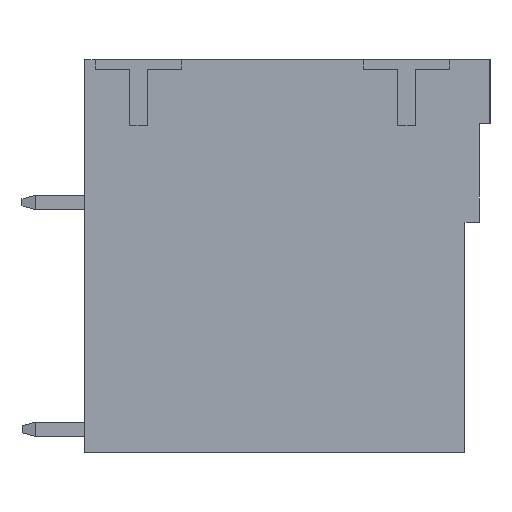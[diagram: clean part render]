
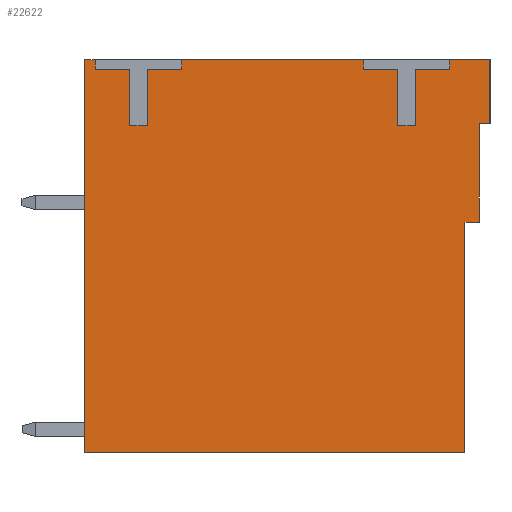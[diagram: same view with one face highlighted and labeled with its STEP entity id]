
A CAD part, left-side view. The second image highlights one B-rep face of the part: STEP entity #22622.
In plain terms, the highlighted planar face has unit normal (-1, 0, 0).
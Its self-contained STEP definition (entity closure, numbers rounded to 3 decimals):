
#5556=ORIENTED_EDGE('',*,*,#7016,.T.);
#5557=ORIENTED_EDGE('',*,*,#6730,.T.);
#5558=ORIENTED_EDGE('',*,*,#6734,.T.);
#5559=ORIENTED_EDGE('',*,*,#6752,.T.);
#5560=ORIENTED_EDGE('',*,*,#6749,.T.);
#5561=ORIENTED_EDGE('',*,*,#6746,.T.);
#5562=ORIENTED_EDGE('',*,*,#6743,.T.);
#5563=ORIENTED_EDGE('',*,*,#6740,.T.);
#5564=ORIENTED_EDGE('',*,*,#7023,.T.);
#5565=ORIENTED_EDGE('',*,*,#9319,.T.);
#5566=ORIENTED_EDGE('',*,*,#9321,.T.);
#5567=ORIENTED_EDGE('',*,*,#9323,.T.);
#5568=ORIENTED_EDGE('',*,*,#9325,.T.);
#5569=ORIENTED_EDGE('',*,*,#9327,.T.);
#5570=ORIENTED_EDGE('',*,*,#9329,.T.);
#5571=ORIENTED_EDGE('',*,*,#9330,.T.);
#5572=ORIENTED_EDGE('',*,*,#7020,.T.);
#5573=ORIENTED_EDGE('',*,*,#9332,.T.);
#5574=ORIENTED_EDGE('',*,*,#9334,.T.);
#5575=ORIENTED_EDGE('',*,*,#9336,.T.);
#5576=ORIENTED_EDGE('',*,*,#9338,.T.);
#5577=ORIENTED_EDGE('',*,*,#9340,.T.);
#5578=ORIENTED_EDGE('',*,*,#9342,.T.);
#5579=ORIENTED_EDGE('',*,*,#9343,.T.);
#6730=EDGE_CURVE('',#9923,#9922,#11992,.T.);
#6734=EDGE_CURVE('',#9922,#9925,#11996,.T.);
#6740=EDGE_CURVE('',#9931,#9930,#12002,.T.);
#6743=EDGE_CURVE('',#9933,#9931,#12005,.T.);
#6746=EDGE_CURVE('',#9935,#9933,#12008,.T.);
#6749=EDGE_CURVE('',#9937,#9935,#12011,.T.);
#6752=EDGE_CURVE('',#9925,#9937,#12014,.T.);
#7016=EDGE_CURVE('',#10193,#9923,#12270,.T.);
#7020=EDGE_CURVE('',#10197,#10196,#12274,.T.);
#7023=EDGE_CURVE('',#9930,#10198,#12277,.T.);
#9319=EDGE_CURVE('',#10198,#11594,#14421,.T.);
#9321=EDGE_CURVE('',#11594,#11595,#14423,.T.);
#9323=EDGE_CURVE('',#11595,#11596,#14425,.T.);
#9325=EDGE_CURVE('',#11596,#11597,#14427,.T.);
#9327=EDGE_CURVE('',#11597,#11598,#14429,.T.);
#9329=EDGE_CURVE('',#11598,#11599,#14431,.T.);
#9330=EDGE_CURVE('',#11599,#10197,#14432,.T.);
#9332=EDGE_CURVE('',#10196,#11600,#14434,.T.);
#9334=EDGE_CURVE('',#11600,#11601,#14436,.T.);
#9336=EDGE_CURVE('',#11601,#11602,#14438,.T.);
#9338=EDGE_CURVE('',#11602,#11603,#14440,.T.);
#9340=EDGE_CURVE('',#11603,#11604,#14442,.T.);
#9342=EDGE_CURVE('',#11604,#11605,#14444,.T.);
#9343=EDGE_CURVE('',#11605,#10193,#14445,.T.);
#9922=VERTEX_POINT('',#30009);
#9923=VERTEX_POINT('',#30011);
#9925=VERTEX_POINT('',#30017);
#9930=VERTEX_POINT('',#30029);
#9931=VERTEX_POINT('',#30031);
#9933=VERTEX_POINT('',#30037);
#9935=VERTEX_POINT('',#30043);
#9937=VERTEX_POINT('',#30049);
#10193=VERTEX_POINT('',#30585);
#10196=VERTEX_POINT('',#30591);
#10197=VERTEX_POINT('',#30593);
#10198=VERTEX_POINT('',#30596);
#11594=VERTEX_POINT('',#35212);
#11595=VERTEX_POINT('',#35216);
#11596=VERTEX_POINT('',#35220);
#11597=VERTEX_POINT('',#35224);
#11598=VERTEX_POINT('',#35228);
#11599=VERTEX_POINT('',#35232);
#11600=VERTEX_POINT('',#35238);
#11601=VERTEX_POINT('',#35242);
#11602=VERTEX_POINT('',#35246);
#11603=VERTEX_POINT('',#35250);
#11604=VERTEX_POINT('',#35254);
#11605=VERTEX_POINT('',#35258);
#11992=LINE('',#30010,#15020);
#11996=LINE('',#30018,#15024);
#12002=LINE('',#30030,#15030);
#12005=LINE('',#30036,#15033);
#12008=LINE('',#30042,#15036);
#12011=LINE('',#30048,#15039);
#12014=LINE('',#30053,#15042);
#12270=LINE('',#30584,#15298);
#12274=LINE('',#30592,#15302);
#12277=LINE('',#30597,#15305);
#14421=LINE('',#35213,#17449);
#14423=LINE('',#35217,#17451);
#14425=LINE('',#35221,#17453);
#14427=LINE('',#35225,#17455);
#14429=LINE('',#35229,#17457);
#14431=LINE('',#35233,#17459);
#14432=LINE('',#35235,#17460);
#14434=LINE('',#35239,#17462);
#14436=LINE('',#35243,#17464);
#14438=LINE('',#35247,#17466);
#14440=LINE('',#35251,#17468);
#14442=LINE('',#35255,#17470);
#14444=LINE('',#35259,#17472);
#14445=LINE('',#35261,#17473);
#15020=VECTOR('',#24259,1000.);
#15024=VECTOR('',#24265,1000.);
#15030=VECTOR('',#24273,1000.);
#15033=VECTOR('',#24278,1000.);
#15036=VECTOR('',#24283,1000.);
#15039=VECTOR('',#24288,1000.);
#15042=VECTOR('',#24293,1000.);
#15298=VECTOR('',#24589,1000.);
#15302=VECTOR('',#24593,1000.);
#15305=VECTOR('',#24596,1000.);
#17449=VECTOR('',#28892,1000.);
#17451=VECTOR('',#28896,1000.);
#17453=VECTOR('',#28900,1000.);
#17455=VECTOR('',#28904,1000.);
#17457=VECTOR('',#28908,1000.);
#17459=VECTOR('',#28912,1000.);
#17460=VECTOR('',#28915,1000.);
#17462=VECTOR('',#28919,1000.);
#17464=VECTOR('',#28923,1000.);
#17466=VECTOR('',#28927,1000.);
#17468=VECTOR('',#28931,1000.);
#17470=VECTOR('',#28935,1000.);
#17472=VECTOR('',#28939,1000.);
#17473=VECTOR('',#28942,1000.);
#19040=EDGE_LOOP('',(#5556,#5557,#5558,#5559,#5560,#5561,#5562,#5563,#5564,
#5565,#5566,#5567,#5568,#5569,#5570,#5571,#5572,#5573,#5574,#5575,#5576,
#5577,#5578,#5579));
#20310=FACE_BOUND('',#19040,.T.);
#21462=PLANE('',#23993);
#22622=ADVANCED_FACE('',(#20310),#21462,.T.);
#23993=AXIS2_PLACEMENT_3D('',#35262,#28943,#28944);
#24259=DIRECTION('',(0.,0.,-1.));
#24265=DIRECTION('',(0.,-1.,0.));
#24273=DIRECTION('',(0.,0.,1.));
#24278=DIRECTION('',(0.,-1.,0.));
#24283=DIRECTION('',(0.,0.,1.));
#24288=DIRECTION('',(0.,-1.,0.));
#24293=DIRECTION('',(0.,0.,1.));
#24589=DIRECTION('',(0.,1.,0.));
#24593=DIRECTION('',(0.,1.,0.));
#24596=DIRECTION('',(0.,1.,0.));
#28892=DIRECTION('',(0.,0.,-1.));
#28896=DIRECTION('',(0.,1.,0.));
#28900=DIRECTION('',(0.,0.,-1.));
#28904=DIRECTION('',(0.,1.,0.));
#28908=DIRECTION('',(0.,0.,1.));
#28912=DIRECTION('',(0.,1.,0.));
#28915=DIRECTION('',(0.,0.,1.));
#28919=DIRECTION('',(0.,0.,-1.));
#28923=DIRECTION('',(0.,1.,0.));
#28927=DIRECTION('',(0.,0.,-1.));
#28931=DIRECTION('',(0.,1.,0.));
#28935=DIRECTION('',(0.,0.,1.));
#28939=DIRECTION('',(0.,1.,0.));
#28942=DIRECTION('',(0.,0.,1.));
#28943=DIRECTION('',(-1.,0.,0.));
#28944=DIRECTION('',(0.,0.,1.));
#30009=CARTESIAN_POINT('',(-15.735,11.35,-22.));
#30010=CARTESIAN_POINT('',(-15.735,11.35,0.));
#30011=CARTESIAN_POINT('',(-15.735,11.35,0.));
#30017=CARTESIAN_POINT('',(-15.735,-9.95,-22.));
#30018=CARTESIAN_POINT('',(-15.735,11.35,-22.));
#30029=CARTESIAN_POINT('',(-15.735,-11.35,0.));
#30030=CARTESIAN_POINT('',(-15.735,-11.35,-3.6));
#30031=CARTESIAN_POINT('',(-15.735,-11.35,-3.6));
#30036=CARTESIAN_POINT('',(-15.735,-10.75,-3.6));
#30037=CARTESIAN_POINT('',(-15.735,-10.75,-3.6));
#30042=CARTESIAN_POINT('',(-15.735,-10.75,-9.1));
#30043=CARTESIAN_POINT('',(-15.735,-10.75,-9.1));
#30048=CARTESIAN_POINT('',(-15.735,-9.95,-9.1));
#30049=CARTESIAN_POINT('',(-15.735,-9.95,-9.1));
#30053=CARTESIAN_POINT('',(-15.735,-9.95,-22.));
#30584=CARTESIAN_POINT('',(-15.735,10.75,0.));
#30585=CARTESIAN_POINT('',(-15.735,10.75,0.));
#30591=CARTESIAN_POINT('',(-15.735,5.9,0.));
#30592=CARTESIAN_POINT('',(-15.735,-4.25,0.));
#30593=CARTESIAN_POINT('',(-15.735,-4.25,0.));
#30596=CARTESIAN_POINT('',(-15.735,-9.1,0.));
#30597=CARTESIAN_POINT('',(-15.735,-11.35,0.));
#35212=CARTESIAN_POINT('',(-15.735,-9.1,-0.55));
#35213=CARTESIAN_POINT('',(-15.735,-9.1,0.));
#35216=CARTESIAN_POINT('',(-15.735,-7.175,-0.55));
#35217=CARTESIAN_POINT('',(-15.735,-9.1,-0.55));
#35220=CARTESIAN_POINT('',(-15.735,-7.175,-3.7));
#35221=CARTESIAN_POINT('',(-15.735,-7.175,-0.55));
#35224=CARTESIAN_POINT('',(-15.735,-6.175,-3.7));
#35225=CARTESIAN_POINT('',(-15.735,-7.175,-3.7));
#35228=CARTESIAN_POINT('',(-15.735,-6.175,-0.55));
#35229=CARTESIAN_POINT('',(-15.735,-6.175,-3.7));
#35232=CARTESIAN_POINT('',(-15.735,-4.25,-0.55));
#35233=CARTESIAN_POINT('',(-15.735,-6.175,-0.55));
#35235=CARTESIAN_POINT('',(-15.735,-4.25,-0.55));
#35238=CARTESIAN_POINT('',(-15.735,5.9,-0.55));
#35239=CARTESIAN_POINT('',(-15.735,5.9,0.));
#35242=CARTESIAN_POINT('',(-15.735,7.825,-0.55));
#35243=CARTESIAN_POINT('',(-15.735,5.9,-0.55));
#35246=CARTESIAN_POINT('',(-15.735,7.825,-3.7));
#35247=CARTESIAN_POINT('',(-15.735,7.825,-0.55));
#35250=CARTESIAN_POINT('',(-15.735,8.825,-3.7));
#35251=CARTESIAN_POINT('',(-15.735,7.825,-3.7));
#35254=CARTESIAN_POINT('',(-15.735,8.825,-0.55));
#35255=CARTESIAN_POINT('',(-15.735,8.825,-3.7));
#35258=CARTESIAN_POINT('',(-15.735,10.75,-0.55));
#35259=CARTESIAN_POINT('',(-15.735,8.825,-0.55));
#35261=CARTESIAN_POINT('',(-15.735,10.75,-0.55));
#35262=CARTESIAN_POINT('',(-15.735,0.,0.));
